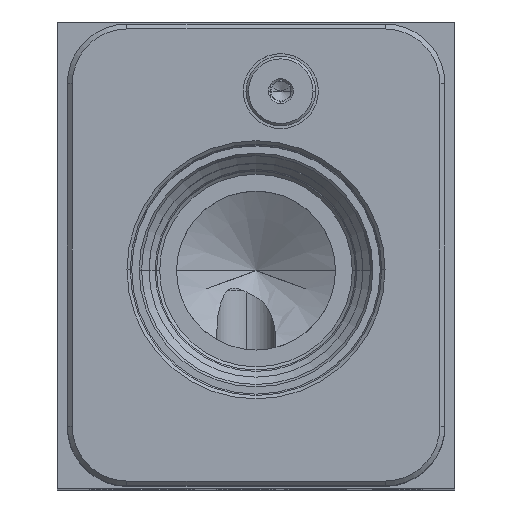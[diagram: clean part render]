
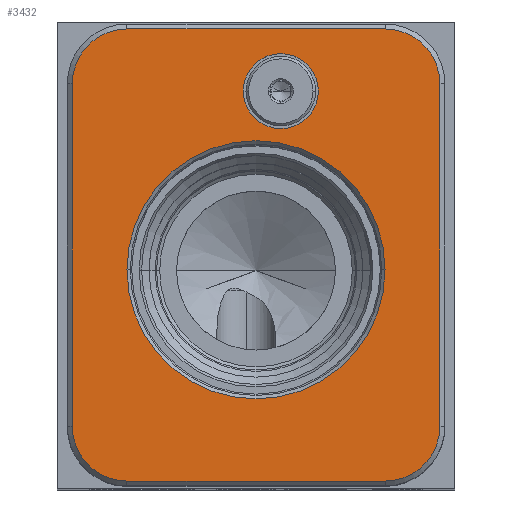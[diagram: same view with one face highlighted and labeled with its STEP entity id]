
A CAD part, top view. The second image highlights one B-rep face of the part: STEP entity #3432.
In plain terms, the highlighted planar face has unit normal (0, 0, 1).
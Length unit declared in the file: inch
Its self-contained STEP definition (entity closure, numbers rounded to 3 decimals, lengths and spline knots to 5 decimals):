
#65=CARTESIAN_POINT('',(0.438,-2.547,5.375));
#66=DIRECTION('',(0.,0.,-1.));
#67=DIRECTION('',(0.,-1.,0.));
#68=AXIS2_PLACEMENT_3D('',#65,#66,#67);
#79=CARTESIAN_POINT('',(1.25,-1.562,5.375));
#80=DIRECTION('',(0.,0.,-1.));
#81=DIRECTION('',(-1.,0.,0.));
#82=AXIS2_PLACEMENT_3D('',#79,#80,#81);
#84=CARTESIAN_POINT('',(1.25,-1.562,5.375));
#85=DIRECTION('',(0.,0.,-1.));
#86=DIRECTION('',(1.,0.,0.));
#87=AXIS2_PLACEMENT_3D('',#84,#85,#86);
#89=CARTESIAN_POINT('',(1.406,-0.438,5.375));
#90=DIRECTION('',(0.,0.,-1.));
#91=DIRECTION('',(-1.,0.,0.));
#92=AXIS2_PLACEMENT_3D('',#89,#90,#91);
#94=CARTESIAN_POINT('',(1.406,-0.438,5.375));
#95=DIRECTION('',(0.,0.,-1.));
#96=DIRECTION('',(1.,0.,0.));
#97=AXIS2_PLACEMENT_3D('',#94,#95,#96);
#2799=DIRECTION('',(0.,1.,0.));
#2800=VECTOR('',#2799,2.156);
#2801=CARTESIAN_POINT('',(0.094,-2.547,5.375));
#2802=LINE('',#2801,#2800);
#2819=CARTESIAN_POINT('',(0.438,-0.391,5.375));
#2820=DIRECTION('',(0.,0.,-1.));
#2821=DIRECTION('',(-1.,0.,0.));
#2822=AXIS2_PLACEMENT_3D('',#2819,#2820,#2821);
#2837=DIRECTION('',(1.,0.,0.));
#2838=VECTOR('',#2837,1.625);
#2839=CARTESIAN_POINT('',(0.438,-0.047,5.375));
#2840=LINE('',#2839,#2838);
#2853=CARTESIAN_POINT('',(2.063,-0.391,5.375));
#2854=DIRECTION('',(0.,0.,-1.));
#2855=DIRECTION('',(0.,1.,0.));
#2856=AXIS2_PLACEMENT_3D('',#2853,#2854,#2855);
#2867=DIRECTION('',(0.,-1.,0.));
#2868=VECTOR('',#2867,2.156);
#2869=CARTESIAN_POINT('',(2.407,-0.391,5.375));
#2870=LINE('',#2869,#2868);
#2887=CARTESIAN_POINT('',(2.063,-2.547,5.375));
#2888=DIRECTION('',(0.,0.,-1.));
#2889=DIRECTION('',(1.,0.,0.));
#2890=AXIS2_PLACEMENT_3D('',#2887,#2888,#2889);
#2901=DIRECTION('',(-1.,0.,0.));
#2902=VECTOR('',#2901,1.625);
#2903=CARTESIAN_POINT('',(2.063,-2.891,5.375));
#2904=LINE('',#2903,#2902);
#3035=CARTESIAN_POINT('',(0.438,-1.562,5.375));
#3036=CARTESIAN_POINT('',(2.062,-1.562,5.375));
#3037=VERTEX_POINT('',#3035);
#3038=VERTEX_POINT('',#3036);
#3059=CARTESIAN_POINT('',(1.17,-0.438,5.375));
#3060=CARTESIAN_POINT('',(1.642,-0.438,5.375));
#3061=VERTEX_POINT('',#3059);
#3062=VERTEX_POINT('',#3060);
#3101=CARTESIAN_POINT('',(0.438,-0.047,5.375));
#3102=CARTESIAN_POINT('',(2.063,-0.047,5.375));
#3103=VERTEX_POINT('',#3101);
#3104=VERTEX_POINT('',#3102);
#3109=CARTESIAN_POINT('',(2.407,-0.391,5.375));
#3110=VERTEX_POINT('',#3109);
#3113=CARTESIAN_POINT('',(2.407,-2.547,5.375));
#3114=VERTEX_POINT('',#3113);
#3117=CARTESIAN_POINT('',(2.063,-2.891,5.375));
#3118=VERTEX_POINT('',#3117);
#3121=CARTESIAN_POINT('',(0.438,-2.891,5.375));
#3122=VERTEX_POINT('',#3121);
#3125=CARTESIAN_POINT('',(0.094,-2.547,5.375));
#3126=VERTEX_POINT('',#3125);
#3129=CARTESIAN_POINT('',(0.094,-0.391,5.375));
#3130=VERTEX_POINT('',#3129);
#3398=CARTESIAN_POINT('',(0.,0.,5.375));
#3399=DIRECTION('',(0.,0.,1.));
#3400=DIRECTION('',(1.,0.,0.));
#3401=AXIS2_PLACEMENT_3D('',#3398,#3399,#3400);
#3402=PLANE('',#3401);
#3403=ORIENTED_EDGE('',*,*,#3388,.T.);
#3405=ORIENTED_EDGE('',*,*,#3404,.T.);
#3407=ORIENTED_EDGE('',*,*,#3406,.T.);
#3409=ORIENTED_EDGE('',*,*,#3408,.T.);
#3411=ORIENTED_EDGE('',*,*,#3410,.T.);
#3413=ORIENTED_EDGE('',*,*,#3412,.T.);
#3415=ORIENTED_EDGE('',*,*,#3414,.T.);
#3417=ORIENTED_EDGE('',*,*,#3416,.T.);
#3418=EDGE_LOOP('',(#3403,#3405,#3407,#3409,#3411,#3413,#3415,#3417));
#3419=FACE_OUTER_BOUND('',#3418,.F.);
#3421=ORIENTED_EDGE('',*,*,#3420,.F.);
#3423=ORIENTED_EDGE('',*,*,#3422,.F.);
#3424=EDGE_LOOP('',(#3421,#3423));
#3425=FACE_BOUND('',#3424,.F.);
#3427=ORIENTED_EDGE('',*,*,#3426,.F.);
#3429=ORIENTED_EDGE('',*,*,#3428,.F.);
#3430=EDGE_LOOP('',(#3427,#3429));
#3431=FACE_BOUND('',#3430,.F.);
#3432=ADVANCED_FACE('',(#3419,#3425,#3431),#3402,.T.);
#69=CIRCLE('',#68,0.344);
#83=CIRCLE('',#82,0.812);
#88=CIRCLE('',#87,0.812);
#93=CIRCLE('',#92,0.236);
#98=CIRCLE('',#97,0.236);
#2823=CIRCLE('',#2822,0.344);
#2857=CIRCLE('',#2856,0.344);
#2891=CIRCLE('',#2890,0.344);
#3388=EDGE_CURVE('',#3122,#3126,#69,.T.);
#3404=EDGE_CURVE('',#3126,#3130,#2802,.T.);
#3406=EDGE_CURVE('',#3130,#3103,#2823,.T.);
#3408=EDGE_CURVE('',#3103,#3104,#2840,.T.);
#3410=EDGE_CURVE('',#3104,#3110,#2857,.T.);
#3412=EDGE_CURVE('',#3110,#3114,#2870,.T.);
#3414=EDGE_CURVE('',#3114,#3118,#2891,.T.);
#3416=EDGE_CURVE('',#3118,#3122,#2904,.T.);
#3420=EDGE_CURVE('',#3061,#3062,#93,.T.);
#3422=EDGE_CURVE('',#3062,#3061,#98,.T.);
#3426=EDGE_CURVE('',#3037,#3038,#83,.T.);
#3428=EDGE_CURVE('',#3038,#3037,#88,.T.);
